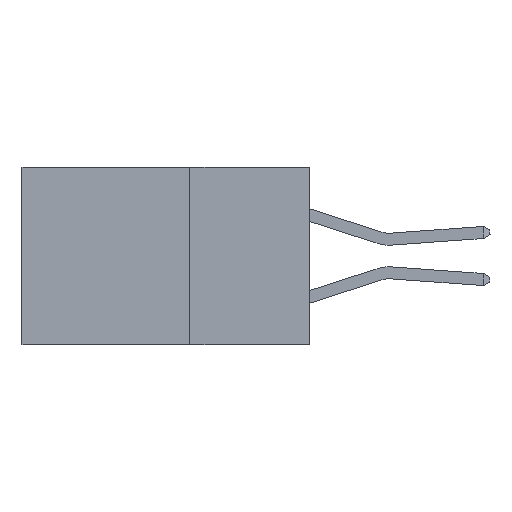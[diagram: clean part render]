
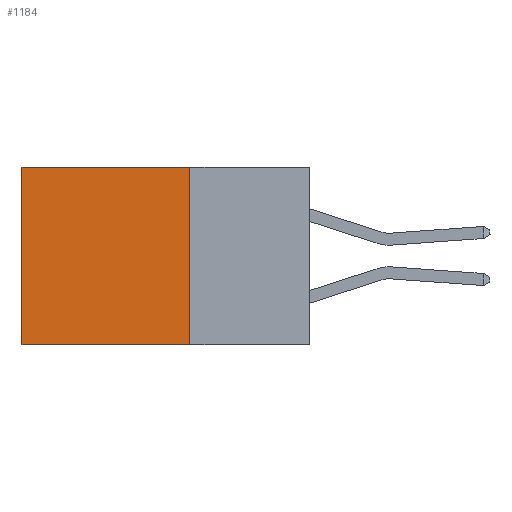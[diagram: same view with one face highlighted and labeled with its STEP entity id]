
A CAD part, left-side view. The second image highlights one B-rep face of the part: STEP entity #1184.
In plain terms, the highlighted planar face has unit normal (-1, 0, 0).
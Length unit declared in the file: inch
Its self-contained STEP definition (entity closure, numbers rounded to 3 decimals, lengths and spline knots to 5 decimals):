
#614 = CARTESIAN_POINT ( 'NONE',  ( 0.298, 0.25, -0.37 ) ) ;
#890 = VECTOR ( 'NONE', #6583, 39.37008 ) ;
#1184 = ADVANCED_FACE ( 'NONE', ( #2750 ), #11222, .F. ) ;
#1398 = VECTOR ( 'NONE', #2625, 39.37008 ) ;
#2210 = DIRECTION ( 'NONE',  ( 0., 0., -1. ) ) ;
#2625 = DIRECTION ( 'NONE',  ( 0., 0., -1. ) ) ;
#2750 = FACE_OUTER_BOUND ( 'NONE', #7282, .T. ) ;
#3910 = AXIS2_PLACEMENT_3D ( 'NONE', #15245, #16324, #2210 ) ;
#4521 = CARTESIAN_POINT ( 'NONE',  ( 0.298, 0.25, -0.37 ) ) ;
#5602 = VERTEX_POINT ( 'NONE', #11757 ) ;
#6373 = DIRECTION ( 'NONE',  ( 0., 0., -1. ) ) ;
#6396 = LINE ( 'NONE', #4521, #890 ) ;
#6583 = DIRECTION ( 'NONE',  ( 0., 1., 0. ) ) ;
#7282 = EDGE_LOOP ( 'NONE', ( #25925, #18071, #21629, #15453 ) ) ;
#7567 = CARTESIAN_POINT ( 'NONE',  ( 0.298, 0.6, -0.37 ) ) ;
#7592 = LINE ( 'NONE', #21246, #1398 ) ;
#10349 = LINE ( 'NONE', #17075, #15193 ) ;
#10928 = DIRECTION ( 'NONE',  ( 0., 1., 0. ) ) ;
#11222 = PLANE ( 'NONE',  #3910 ) ;
#11757 = CARTESIAN_POINT ( 'NONE',  ( 0.298, 0.25, 0. ) ) ;
#12163 = VECTOR ( 'NONE', #6373, 39.37008 ) ;
#12920 = EDGE_CURVE ( 'NONE', #12993, #20782, #6396, .T. ) ;
#12993 = VERTEX_POINT ( 'NONE', #614 ) ;
#13158 = VERTEX_POINT ( 'NONE', #13579 ) ;
#13579 = CARTESIAN_POINT ( 'NONE',  ( 0.298, 0.6, 0. ) ) ;
#15193 = VECTOR ( 'NONE', #10928, 39.37008 ) ;
#15245 = CARTESIAN_POINT ( 'NONE',  ( 0.298, 0.25, 0. ) ) ;
#15453 = ORIENTED_EDGE ( 'NONE', *, *, #24344, .T. ) ;
#16175 = EDGE_CURVE ( 'NONE', #5602, #12993, #7592, .T. ) ;
#16324 = DIRECTION ( 'NONE',  ( 1., 0., 0. ) ) ;
#17075 = CARTESIAN_POINT ( 'NONE',  ( 0.298, 0.25, 0. ) ) ;
#18071 = ORIENTED_EDGE ( 'NONE', *, *, #12920, .F. ) ;
#18812 = CARTESIAN_POINT ( 'NONE',  ( 0.298, 0.6, 0. ) ) ;
#20782 = VERTEX_POINT ( 'NONE', #7567 ) ;
#21246 = CARTESIAN_POINT ( 'NONE',  ( 0.298, 0.25, 0. ) ) ;
#21629 = ORIENTED_EDGE ( 'NONE', *, *, #16175, .F. ) ;
#23797 = LINE ( 'NONE', #18812, #12163 ) ;
#24344 = EDGE_CURVE ( 'NONE', #5602, #13158, #10349, .T. ) ;
#25925 = ORIENTED_EDGE ( 'NONE', *, *, #26250, .T. ) ;
#26250 = EDGE_CURVE ( 'NONE', #13158, #20782, #23797, .T. ) ;
